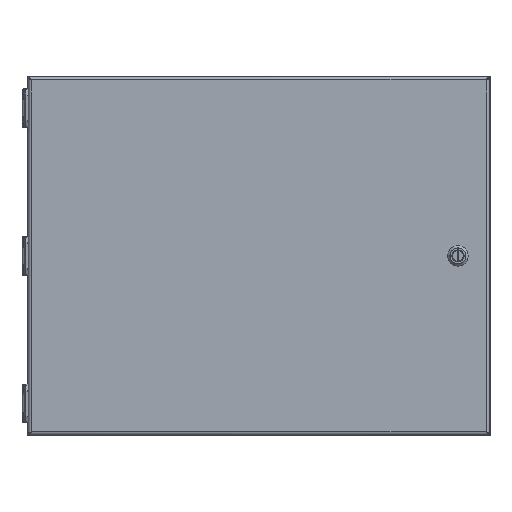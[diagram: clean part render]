
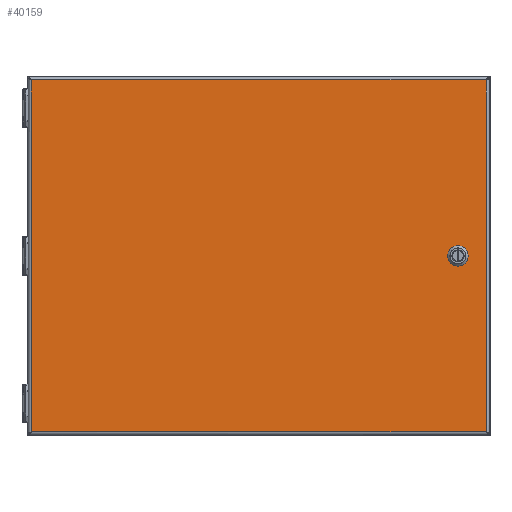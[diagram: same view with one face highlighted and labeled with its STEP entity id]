
A CAD part, top view. The second image highlights one B-rep face of the part: STEP entity #40159.
In plain terms, the highlighted planar face has unit normal (0, 0, 1).
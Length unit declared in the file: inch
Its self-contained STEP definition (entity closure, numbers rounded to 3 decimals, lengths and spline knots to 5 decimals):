
#71 = CARTESIAN_POINT ( 'NONE',  ( 7.44392, 0.08845, 2.62523 ) ) ;
#280 = LINE ( 'NONE', #64152, #86531 ) ;
#707 = EDGE_CURVE ( 'NONE', #24250, #48844, #20206, .T. ) ;
#1699 = EDGE_CURVE ( 'NONE', #27475, #24250, #27931, .T. ) ;
#3956 = CARTESIAN_POINT ( 'NONE',  ( 8.84945, -6.85, 2.62523 ) ) ;
#4075 = LINE ( 'NONE', #63189, #17819 ) ;
#4361 = CARTESIAN_POINT ( 'NONE',  ( 8.05899, -0.08845, 2.62523 ) ) ;
#5135 = FACE_OUTER_BOUND ( 'NONE', #31977, .T. ) ;
#6138 = ORIENTED_EDGE ( 'NONE', *, *, #7422, .T. ) ;
#7151 = VECTOR ( 'NONE', #92608, 39.37008 ) ;
#7393 = EDGE_CURVE ( 'NONE', #67615, #27475, #21547, .T. ) ;
#7422 = EDGE_CURVE ( 'NONE', #32895, #67615, #87064, .T. ) ;
#7450 = EDGE_CURVE ( 'NONE', #48844, #72499, #20985, .T. ) ;
#7785 = DIRECTION ( 'NONE',  ( 0., 0., -1. ) ) ;
#10771 = DIRECTION ( 'NONE',  ( 1., 0., 0. ) ) ;
#11873 = DIRECTION ( 'NONE',  ( -1., 0., 0. ) ) ;
#11902 = EDGE_CURVE ( 'NONE', #83349, #91752, #280, .T. ) ;
#12532 = VECTOR ( 'NONE', #52185, 39.37008 ) ;
#12546 = EDGE_CURVE ( 'NONE', #52971, #32895, #36197, .T. ) ;
#13832 = CIRCLE ( 'NONE', #34838, 0.32 ) ;
#14049 = CARTESIAN_POINT ( 'NONE',  ( 7.75145, 0., 2.62523 ) ) ;
#14379 = VERTEX_POINT ( 'NONE', #67776 ) ;
#15464 = DIRECTION ( 'NONE',  ( 0.707, -0.707, 0. ) ) ;
#17819 = VECTOR ( 'NONE', #27898, 39.37008 ) ;
#18076 = VECTOR ( 'NONE', #33397, 39.37008 ) ;
#19428 = AXIS2_PLACEMENT_3D ( 'NONE', #14049, #93026, #88265 ) ;
#19450 = CARTESIAN_POINT ( 'NONE',  ( 7.66301, -0.30753, 2.62523 ) ) ;
#20206 = LINE ( 'NONE', #4361, #18076 ) ;
#20798 = ORIENTED_EDGE ( 'NONE', *, *, #707, .T. ) ;
#20985 = CIRCLE ( 'NONE', #34452, 0.32 ) ;
#21171 = CARTESIAN_POINT ( 'NONE',  ( 8.84945, 6.85, 2.62523 ) ) ;
#21547 = LINE ( 'NONE', #42726, #42018 ) ;
#23191 = DIRECTION ( 'NONE',  ( 1., 0., 0. ) ) ;
#23487 = EDGE_LOOP ( 'NONE', ( #45796, #63598, #6138, #51273, #81027, #20798, #48681, #86371 ) ) ;
#23649 = CARTESIAN_POINT ( 'NONE',  ( 7.75145, 0., 2.62523 ) ) ;
#24057 = VECTOR ( 'NONE', #82506, 39.37008 ) ;
#24250 = VERTEX_POINT ( 'NONE', #90050 ) ;
#26728 = EDGE_CURVE ( 'NONE', #72499, #14379, #68787, .T. ) ;
#27129 = DIRECTION ( 'NONE',  ( 0., 0., 1. ) ) ;
#27475 = VERTEX_POINT ( 'NONE', #60807 ) ;
#27898 = DIRECTION ( 'NONE',  ( 1., 0., 0. ) ) ;
#27931 = CIRCLE ( 'NONE', #82004, 0.32 ) ;
#28415 = VERTEX_POINT ( 'NONE', #62994 ) ;
#29666 = VERTEX_POINT ( 'NONE', #43636 ) ;
#30956 = EDGE_CURVE ( 'NONE', #28415, #83349, #4075, .T. ) ;
#31977 = EDGE_LOOP ( 'NONE', ( #79888, #71057, #44041, #70833 ) ) ;
#32895 = VERTEX_POINT ( 'NONE', #70048 ) ;
#33397 = DIRECTION ( 'NONE',  ( -0.707, -0.707, 0. ) ) ;
#34452 = AXIS2_PLACEMENT_3D ( 'NONE', #82207, #75127, #10771 ) ;
#34838 = AXIS2_PLACEMENT_3D ( 'NONE', #23649, #7785, #23191 ) ;
#36197 = LINE ( 'NONE', #71, #7151 ) ;
#39251 = CARTESIAN_POINT ( 'NONE',  ( 7.75145, 0., 2.62523 ) ) ;
#40159 = ADVANCED_FACE ( 'NONE', ( #84959, #5135 ), #42203, .T. ) ;
#41517 = LINE ( 'NONE', #86985, #12532 ) ;
#42018 = VECTOR ( 'NONE', #15464, 39.37008 ) ;
#42203 = PLANE ( 'NONE',  #57278 ) ;
#42726 = CARTESIAN_POINT ( 'NONE',  ( 7.8399, 0.30753, 2.62523 ) ) ;
#43636 = CARTESIAN_POINT ( 'NONE',  ( -8.85055, 6.85, 2.62523 ) ) ;
#44041 = ORIENTED_EDGE ( 'NONE', *, *, #11902, .T. ) ;
#45796 = ORIENTED_EDGE ( 'NONE', *, *, #50468, .T. ) ;
#48681 = ORIENTED_EDGE ( 'NONE', *, *, #7450, .T. ) ;
#48756 = EDGE_CURVE ( 'NONE', #91752, #29666, #54168, .T. ) ;
#48844 = VERTEX_POINT ( 'NONE', #52112 ) ;
#50468 = EDGE_CURVE ( 'NONE', #14379, #52971, #13832, .T. ) ;
#51018 = DIRECTION ( 'NONE',  ( 0., 1., 0. ) ) ;
#51273 = ORIENTED_EDGE ( 'NONE', *, *, #7393, .T. ) ;
#51902 = CARTESIAN_POINT ( 'NONE',  ( 7.44392, 0.08845, 2.62523 ) ) ;
#52112 = CARTESIAN_POINT ( 'NONE',  ( 7.8399, -0.30753, 2.62523 ) ) ;
#52185 = DIRECTION ( 'NONE',  ( 0., -1., 0. ) ) ;
#52971 = VERTEX_POINT ( 'NONE', #51902 ) ;
#54168 = LINE ( 'NONE', #91246, #61563 ) ;
#55384 = DIRECTION ( 'NONE',  ( 1., 0., 0. ) ) ;
#57278 = AXIS2_PLACEMENT_3D ( 'NONE', #62873, #27129, #55384 ) ;
#60807 = CARTESIAN_POINT ( 'NONE',  ( 8.05899, 0.08845, 2.62523 ) ) ;
#61563 = VECTOR ( 'NONE', #11873, 39.37008 ) ;
#62282 = DIRECTION ( 'NONE',  ( 1., 0., 0. ) ) ;
#62873 = CARTESIAN_POINT ( 'NONE',  ( -0.00055, 0., 2.62523 ) ) ;
#62994 = CARTESIAN_POINT ( 'NONE',  ( -8.85055, -6.85, 2.62523 ) ) ;
#63189 = CARTESIAN_POINT ( 'NONE',  ( -0.00055, -6.85, 2.62523 ) ) ;
#63598 = ORIENTED_EDGE ( 'NONE', *, *, #12546, .T. ) ;
#64152 = CARTESIAN_POINT ( 'NONE',  ( 8.84945, 0., 2.62523 ) ) ;
#67615 = VERTEX_POINT ( 'NONE', #68227 ) ;
#67776 = CARTESIAN_POINT ( 'NONE',  ( 7.44392, -0.08845, 2.62523 ) ) ;
#68227 = CARTESIAN_POINT ( 'NONE',  ( 7.8399, 0.30753, 2.62523 ) ) ;
#68355 = DIRECTION ( 'NONE',  ( 0., 0., -1. ) ) ;
#68787 = LINE ( 'NONE', #19450, #24057 ) ;
#70048 = CARTESIAN_POINT ( 'NONE',  ( 7.66301, 0.30753, 2.62523 ) ) ;
#70833 = ORIENTED_EDGE ( 'NONE', *, *, #48756, .T. ) ;
#71057 = ORIENTED_EDGE ( 'NONE', *, *, #30956, .T. ) ;
#72499 = VERTEX_POINT ( 'NONE', #76056 ) ;
#75127 = DIRECTION ( 'NONE',  ( 0., 0., -1. ) ) ;
#75202 = EDGE_CURVE ( 'NONE', #29666, #28415, #41517, .T. ) ;
#76056 = CARTESIAN_POINT ( 'NONE',  ( 7.66301, -0.30753, 2.62523 ) ) ;
#79888 = ORIENTED_EDGE ( 'NONE', *, *, #75202, .T. ) ;
#81027 = ORIENTED_EDGE ( 'NONE', *, *, #1699, .T. ) ;
#82004 = AXIS2_PLACEMENT_3D ( 'NONE', #39251, #68355, #62282 ) ;
#82207 = CARTESIAN_POINT ( 'NONE',  ( 7.75145, 0., 2.62523 ) ) ;
#82506 = DIRECTION ( 'NONE',  ( -0.707, 0.707, 0. ) ) ;
#83349 = VERTEX_POINT ( 'NONE', #3956 ) ;
#84959 = FACE_BOUND ( 'NONE', #23487, .T. ) ;
#86371 = ORIENTED_EDGE ( 'NONE', *, *, #26728, .T. ) ;
#86531 = VECTOR ( 'NONE', #51018, 39.37008 ) ;
#86985 = CARTESIAN_POINT ( 'NONE',  ( -8.85055, 0., 2.62523 ) ) ;
#87064 = CIRCLE ( 'NONE', #19428, 0.32 ) ;
#88265 = DIRECTION ( 'NONE',  ( 1., 0., 0. ) ) ;
#90050 = CARTESIAN_POINT ( 'NONE',  ( 8.05899, -0.08845, 2.62523 ) ) ;
#91246 = CARTESIAN_POINT ( 'NONE',  ( -0.00055, 6.85, 2.62523 ) ) ;
#91752 = VERTEX_POINT ( 'NONE', #21171 ) ;
#92608 = DIRECTION ( 'NONE',  ( 0.707, 0.707, 0. ) ) ;
#93026 = DIRECTION ( 'NONE',  ( 0., 0., -1. ) ) ;
